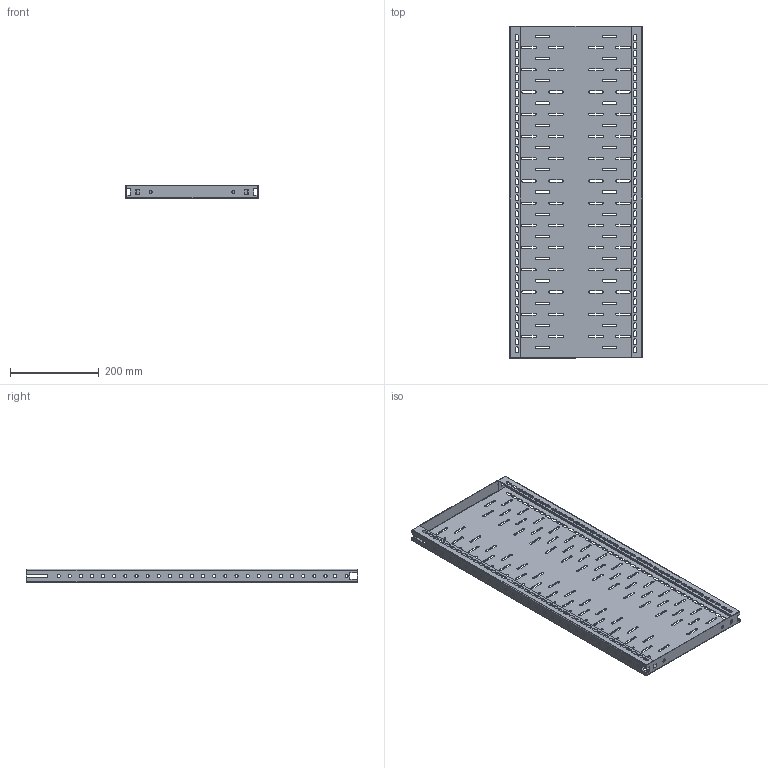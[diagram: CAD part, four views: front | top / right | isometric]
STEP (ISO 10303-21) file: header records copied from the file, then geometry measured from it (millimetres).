
FILE_DESCRIPTION (( 'STEP AP203' ), '1' );
FILE_NAME ('QB09C692.step', '2014-09-29T06:56:27', ( '' ), ( '' ), 'SwSTEP 2.0', 'SolidWorks 2014', '' );
FILE_SCHEMA (( 'CONFIG_CONTROL_DESIGN' ));
Length unit declared in the file: millimetre
Products named in the file (1): QB09C692
Bounding box: 299 x 746.5 x 30 mm (x, y, z)
Volume: 425068.5 mm3; surface area: 590966.1 mm2
Topology: 1 solids, 1 shells, 1308 faces, 3858 edges, 2548 vertices
Faces by surface type: cylinder 714, plane 582, bspline 12
Entity records: 45753 total; most frequent: CARTESIAN_POINT 8317, DIRECTION 7814, ORIENTED_EDGE 7716, EDGE_CURVE 3858, AXIS2_PLACEMENT_3D 2701, VERTEX_POINT 2548, VECTOR 2412, LINE 2412
